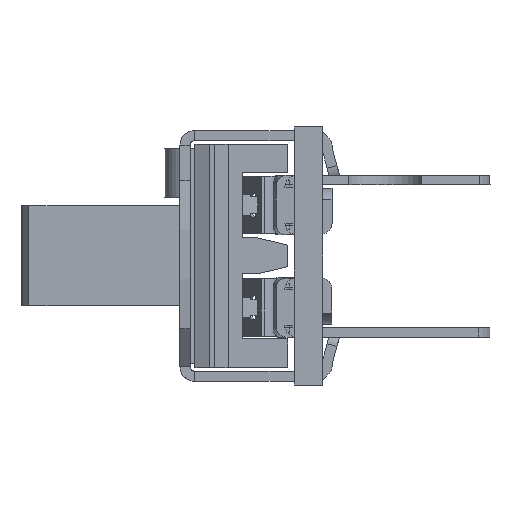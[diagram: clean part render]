
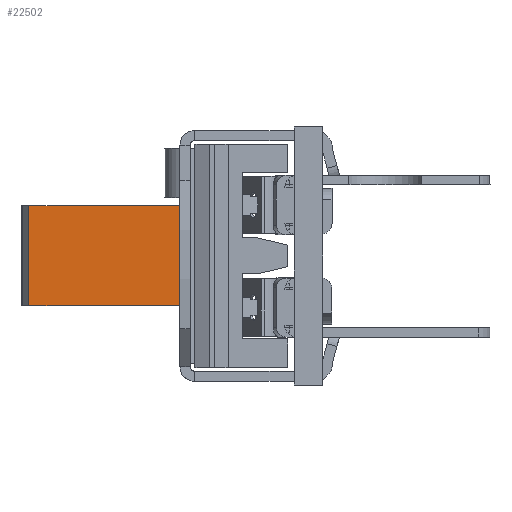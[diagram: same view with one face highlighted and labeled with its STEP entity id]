
A CAD part, left-side view. The second image highlights one B-rep face of the part: STEP entity #22502.
In plain terms, the highlighted planar face has unit normal (-1, 0, 0).
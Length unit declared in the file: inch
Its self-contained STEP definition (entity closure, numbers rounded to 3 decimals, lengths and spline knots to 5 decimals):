
#1555=FACE_OUTER_BOUND('',#2698,.T.);
#2698=EDGE_LOOP('',(#19479,#19480,#19481,#19482));
#4880=LINE('',#34778,#7284);
#5674=LINE('',#36655,#8078);
#5719=LINE('',#36739,#8123);
#5720=LINE('',#36741,#8124);
#7284=VECTOR('',#28265,0.3937);
#8078=VECTOR('',#30149,0.3937);
#8123=VECTOR('',#30226,0.3937);
#8124=VECTOR('',#30229,0.3937);
#9591=VERTEX_POINT('',#34775);
#9592=VERTEX_POINT('',#34777);
#10129=VERTEX_POINT('',#36652);
#10139=VERTEX_POINT('',#36692);
#12295=EDGE_CURVE('',#9592,#9591,#4880,.T.);
#13243=EDGE_CURVE('',#9591,#10129,#5674,.T.);
#13288=EDGE_CURVE('',#9592,#10139,#5719,.T.);
#13289=EDGE_CURVE('',#10139,#10129,#5720,.T.);
#19479=ORIENTED_EDGE('',*,*,#13243,.T.);
#19480=ORIENTED_EDGE('',*,*,#13289,.F.);
#19481=ORIENTED_EDGE('',*,*,#13288,.F.);
#19482=ORIENTED_EDGE('',*,*,#12295,.T.);
#20363=PLANE('',#24299);
#22502=ADVANCED_FACE('',(#1555),#20363,.T.);
#24299=AXIS2_PLACEMENT_3D('',#36740,#30227,#30228);
#28265=DIRECTION('',(0.,1.,0.));
#30149=DIRECTION('',(0.,0.,-1.));
#30226=DIRECTION('',(0.,0.,-1.));
#30227=DIRECTION('center_axis',(-1.,0.,0.));
#30228=DIRECTION('ref_axis',(0.,0.,
1.));
#30229=DIRECTION('',(0.,1.,0.));
#34775=CARTESIAN_POINT('',(0.65317,0.68616,-1.17219));
#34777=CARTESIAN_POINT('',(0.65317,0.30716,-1.17219));
#34778=CARTESIAN_POINT('',(0.65317,0.30716,-1.17219));
#36652=CARTESIAN_POINT('',(0.65317,0.68616,-1.38919));
#36655=CARTESIAN_POINT('',(0.65317,0.68616,-1.17219));
#36692=CARTESIAN_POINT('',(0.65317,0.30716,-1.38919));
#36739=CARTESIAN_POINT('',(0.65317,0.30716,-1.10544));
#36740=CARTESIAN_POINT('Origin',(0.65317,0.30716,-1.17219));
#36741=CARTESIAN_POINT('',(0.65317,0.30716,-1.38919));
